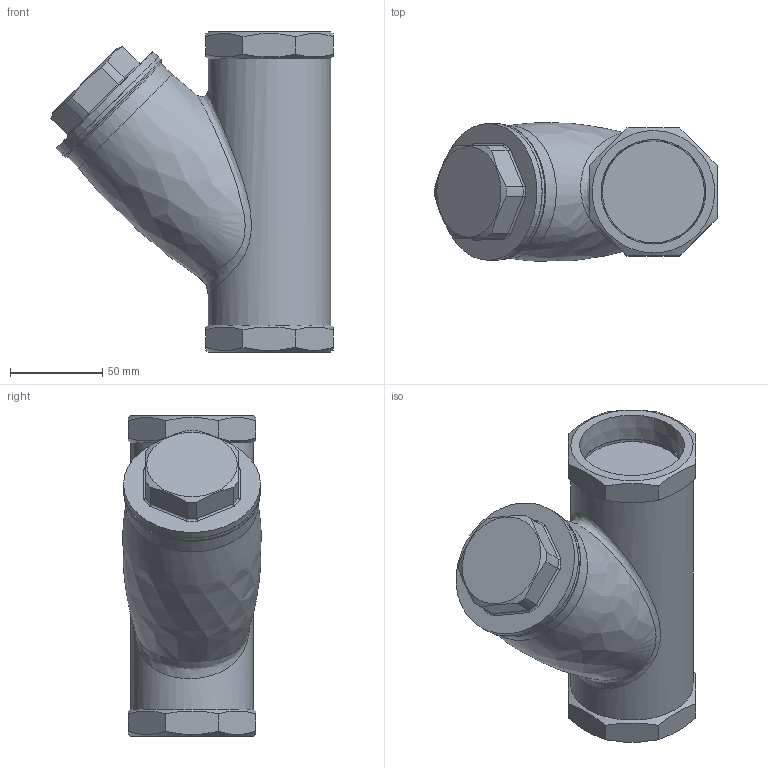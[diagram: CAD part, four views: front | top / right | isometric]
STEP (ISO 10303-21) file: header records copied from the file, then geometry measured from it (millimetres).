
FILE_DESCRIPTION((''),'2;1');
FILE_NAME('y3000-050-screw-00.stp','2012-03-05T15:07:47',('nakaot'),(''),'Autodesk Inventor 2012','Autodesk Inventor 2012','');
FILE_SCHEMA(('AUTOMOTIVE_DESIGN { 1 0 10303 214 1 1 1 1 }'));
Length unit declared in the file: millimetre
Products named in the file (1): y3000-050-screw-00
Bounding box: 152.7 x 74.95 x 173 mm (x, y, z)
Volume: 915192.3 mm3; surface area: 73991.1 mm2
Topology: 1 solids, 1 shells, 68 faces, 160 edges, 101 vertices
Faces by surface type: plane 32, cylinder 19, cone 7, torus 7, bspline 3
Full cylindrical faces by diameter (mm): 55.169 x2, 64 x1, 66.2 x1, 71.579 x1, 74 x2
Entity records: 2631 total; most frequent: CARTESIAN_POINT 1297, ORIENTED_EDGE 268, DIRECTION 250, EDGE_CURVE 134, AXIS2_PLACEMENT_3D 105, VERTEX_POINT 92, EDGE_LOOP 92, FACE_OUTER_BOUND 68
